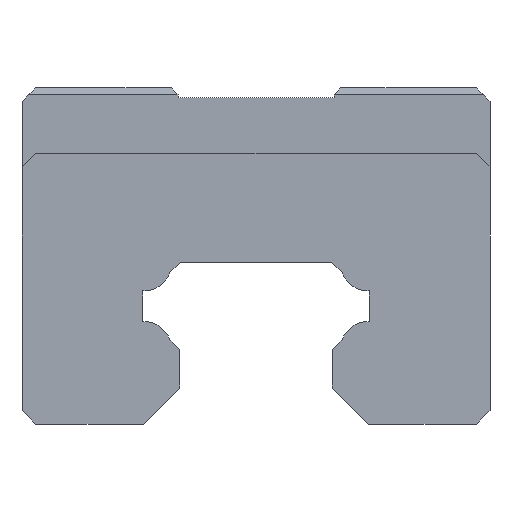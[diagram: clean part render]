
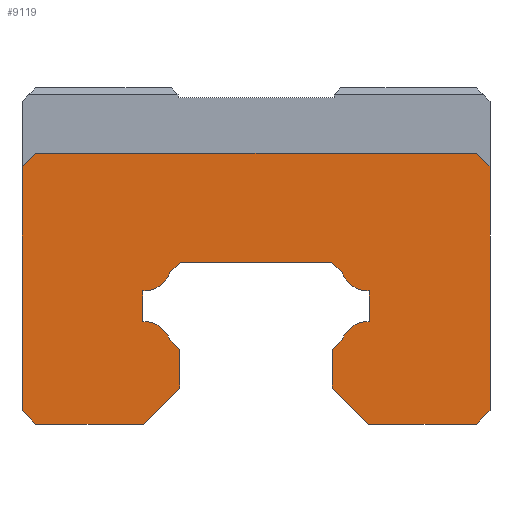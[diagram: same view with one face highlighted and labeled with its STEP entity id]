
A CAD part, front view. The second image highlights one B-rep face of the part: STEP entity #9119.
In plain terms, the highlighted planar face has unit normal (0, -1, 0).
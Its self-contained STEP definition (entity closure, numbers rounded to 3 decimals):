
#31=CIRCLE('',#9411,2.833);
#32=CIRCLE('',#9412,2.833);
#33=CIRCLE('',#9413,2.833);
#34=CIRCLE('',#9414,2.833);
#1166=FACE_OUTER_BOUND('',#1695,.T.);
#1695=EDGE_LOOP('',(#8148,#8149,#8150,#8151,#8152,#8153,#8154,#8155,#8156,
#8157,#8158,#8159,#8160,#8161,#8162,#8163,#8164,#8165,#8166,#8167,#8168,
#8169,#8170,#8171));
#2543=LINE('',#16133,#3433);
#2548=LINE('',#16149,#3438);
#2550=LINE('',#16153,#3440);
#2557=LINE('',#16167,#3447);
#2558=LINE('',#16169,#3448);
#2559=LINE('',#16171,#3449);
#2560=LINE('',#16173,#3450);
#2561=LINE('',#16177,#3451);
#2562=LINE('',#16181,#3452);
#2563=LINE('',#16183,#3453);
#2564=LINE('',#16185,#3454);
#2565=LINE('',#16189,#3455);
#2566=LINE('',#16193,#3456);
#2567=LINE('',#16195,#3457);
#2568=LINE('',#16197,#3458);
#2569=LINE('',#16199,#3459);
#2570=LINE('',#16201,#3460);
#2571=LINE('',#16203,#3461);
#2572=LINE('',#16204,#3462);
#2573=LINE('',#16205,#3463);
#3433=VECTOR('',#10711,10.);
#3438=VECTOR('',#10728,10.);
#3440=VECTOR('',#10732,10.);
#3447=VECTOR('',#10741,10.);
#3448=VECTOR('',#10742,10.);
#3449=VECTOR('',#10743,10.);
#3450=VECTOR('',#10744,10.);
#3451=VECTOR('',#10747,10.);
#3452=VECTOR('',#10750,10.);
#3453=VECTOR('',#10751,10.);
#3454=VECTOR('',#10752,10.);
#3455=VECTOR('',#10755,10.);
#3456=VECTOR('',#10758,10.);
#3457=VECTOR('',#10759,10.);
#3458=VECTOR('',#10760,10.);
#3459=VECTOR('',#10761,10.);
#3460=VECTOR('',#10762,10.);
#3461=VECTOR('',#10763,10.);
#3462=VECTOR('',#10764,10.);
#3463=VECTOR('',#10765,10.);
#4342=VERTEX_POINT('',#16129);
#4344=VERTEX_POINT('',#16132);
#4348=VERTEX_POINT('',#16146);
#4349=VERTEX_POINT('',#16148);
#4350=VERTEX_POINT('',#16152);
#4356=VERTEX_POINT('',#16166);
#4357=VERTEX_POINT('',#16168);
#4358=VERTEX_POINT('',#16170);
#4359=VERTEX_POINT('',#16172);
#4360=VERTEX_POINT('',#16174);
#4361=VERTEX_POINT('',#16176);
#4362=VERTEX_POINT('',#16178);
#4363=VERTEX_POINT('',#16180);
#4364=VERTEX_POINT('',#16182);
#4365=VERTEX_POINT('',#16184);
#4366=VERTEX_POINT('',#16186);
#4367=VERTEX_POINT('',#16188);
#4368=VERTEX_POINT('',#16190);
#4369=VERTEX_POINT('',#16192);
#4370=VERTEX_POINT('',#16194);
#4371=VERTEX_POINT('',#16196);
#4372=VERTEX_POINT('',#16198);
#4373=VERTEX_POINT('',#16200);
#4374=VERTEX_POINT('',#16202);
#5629=EDGE_CURVE('',#4344,#4342,#2543,.T.);
#5634=EDGE_CURVE('',#4348,#4349,#2548,.T.);
#5636=EDGE_CURVE('',#4350,#4349,#2550,.T.);
#5643=EDGE_CURVE('',#4348,#4356,#2557,.T.);
#5644=EDGE_CURVE('',#4356,#4357,#2558,.T.);
#5645=EDGE_CURVE('',#4357,#4358,#2559,.T.);
#5646=EDGE_CURVE('',#4358,#4359,#2560,.T.);
#5647=EDGE_CURVE('',#4359,#4360,#31,.T.);
#5648=EDGE_CURVE('',#4360,#4361,#2561,.T.);
#5649=EDGE_CURVE('',#4361,#4362,#32,.T.);
#5650=EDGE_CURVE('',#4362,#4363,#2562,.T.);
#5651=EDGE_CURVE('',#4363,#4364,#2563,.T.);
#5652=EDGE_CURVE('',#4364,#4365,#2564,.T.);
#5653=EDGE_CURVE('',#4365,#4366,#33,.T.);
#5654=EDGE_CURVE('',#4366,#4367,#2565,.T.);
#5655=EDGE_CURVE('',#4367,#4368,#34,.T.);
#5656=EDGE_CURVE('',#4368,#4369,#2566,.T.);
#5657=EDGE_CURVE('',#4369,#4370,#2567,.T.);
#5658=EDGE_CURVE('',#4370,#4371,#2568,.T.);
#5659=EDGE_CURVE('',#4371,#4372,#2569,.T.);
#5660=EDGE_CURVE('',#4373,#4372,#2570,.T.);
#5661=EDGE_CURVE('',#4373,#4374,#2571,.T.);
#5662=EDGE_CURVE('',#4344,#4374,#2572,.T.);
#5663=EDGE_CURVE('',#4350,#4342,#2573,.T.);
#8148=ORIENTED_EDGE('',*,*,#5634,.F.);
#8149=ORIENTED_EDGE('',*,*,#5643,.T.);
#8150=ORIENTED_EDGE('',*,*,#5644,.T.);
#8151=ORIENTED_EDGE('',*,*,#5645,.T.);
#8152=ORIENTED_EDGE('',*,*,#5646,.T.);
#8153=ORIENTED_EDGE('',*,*,#5647,.T.);
#8154=ORIENTED_EDGE('',*,*,#5648,.T.);
#8155=ORIENTED_EDGE('',*,*,#5649,.T.);
#8156=ORIENTED_EDGE('',*,*,#5650,.T.);
#8157=ORIENTED_EDGE('',*,*,#5651,.T.);
#8158=ORIENTED_EDGE('',*,*,#5652,.T.);
#8159=ORIENTED_EDGE('',*,*,#5653,.T.);
#8160=ORIENTED_EDGE('',*,*,#5654,.T.);
#8161=ORIENTED_EDGE('',*,*,#5655,.T.);
#8162=ORIENTED_EDGE('',*,*,#5656,.T.);
#8163=ORIENTED_EDGE('',*,*,#5657,.T.);
#8164=ORIENTED_EDGE('',*,*,#5658,.T.);
#8165=ORIENTED_EDGE('',*,*,#5659,.T.);
#8166=ORIENTED_EDGE('',*,*,#5660,.F.);
#8167=ORIENTED_EDGE('',*,*,#5661,.T.);
#8168=ORIENTED_EDGE('',*,*,#5662,.F.);
#8169=ORIENTED_EDGE('',*,*,#5629,.T.);
#8170=ORIENTED_EDGE('',*,*,#5663,.F.);
#8171=ORIENTED_EDGE('',*,*,#5636,.T.);
#8643=PLANE('',#9410);
#9119=ADVANCED_FACE('',(#1166),#8643,.T.);
#9410=AXIS2_PLACEMENT_3D('',#16165,#10739,#10740);
#9411=AXIS2_PLACEMENT_3D('',#16175,#10745,#10746);
#9412=AXIS2_PLACEMENT_3D('',#16179,#10748,#10749);
#9413=AXIS2_PLACEMENT_3D('',#16187,#10753,#10754);
#9414=AXIS2_PLACEMENT_3D('',#16191,#10756,#10757);
#10711=DIRECTION('',(-1.,0.,0.));
#10728=DIRECTION('',(-0.707,0.,0.707));
#10732=DIRECTION('',(0.,0.,-1.));
#10739=DIRECTION('center_axis',(0.,-1.,0.));
#10740=DIRECTION('ref_axis',(0.,0.,-1.));
#10741=DIRECTION('',(1.,0.,0.));
#10742=DIRECTION('',(0.707,0.,0.707));
#10743=DIRECTION('',(0.,0.,1.));
#10744=DIRECTION('',(-0.707,0.,0.707));
#10745=DIRECTION('center_axis',(0.,-1.,0.));
#10746=DIRECTION('ref_axis',(0.943,0.,0.334));
#10747=DIRECTION('',(0.,0.,1.));
#10748=DIRECTION('center_axis',(0.,-1.,0.));
#10749=DIRECTION('ref_axis',(-0.035,0.,-0.999));
#10750=DIRECTION('',(0.707,0.,0.707));
#10751=DIRECTION('',(1.,0.,0.));
#10752=DIRECTION('',(0.707,0.,-0.707));
#10753=DIRECTION('center_axis',(0.,-1.,0.));
#10754=DIRECTION('ref_axis',(-0.943,0.,-0.334));
#10755=DIRECTION('',(0.,0.,-1.));
#10756=DIRECTION('center_axis',(0.,-1.,0.));
#10757=DIRECTION('ref_axis',(0.035,0.,0.999));
#10758=DIRECTION('',(-0.707,0.,-0.707));
#10759=DIRECTION('',(0.,0.,-1.));
#10760=DIRECTION('',(0.707,0.,-0.707));
#10761=DIRECTION('',(1.,0.,0.));
#10762=DIRECTION('',(-0.707,0.,-0.707));
#10763=DIRECTION('',(0.,0.,1.));
#10764=DIRECTION('',(0.707,0.,-0.707));
#10765=DIRECTION('',(0.707,0.,0.707));
#16129=CARTESIAN_POINT('',(-22.6,-41.75,33.3));
#16132=CARTESIAN_POINT('',(22.6,-41.75,33.3));
#16133=CARTESIAN_POINT('',(24.,-41.75,33.3));
#16146=CARTESIAN_POINT('',(-22.6,-41.75,5.5));
#16148=CARTESIAN_POINT('',(-24.,-41.75,6.9));
#16149=CARTESIAN_POINT('',(-20.953,-41.75,3.853));
#16152=CARTESIAN_POINT('',(-24.,-41.75,31.9));
#16153=CARTESIAN_POINT('',(-24.,-41.75,40.));
#16165=CARTESIAN_POINT('Origin',(0.,-41.75,20.111));
#16166=CARTESIAN_POINT('',(-11.55,-41.75,5.5));
#16167=CARTESIAN_POINT('',(-24.,-41.75,5.5));
#16168=CARTESIAN_POINT('',(-7.842,-41.75,9.208));
#16169=CARTESIAN_POINT('',(-11.55,-41.75,5.5));
#16170=CARTESIAN_POINT('',(-7.842,-41.75,13.159));
#16171=CARTESIAN_POINT('',(-7.842,-41.75,9.208));
#16172=CARTESIAN_POINT('',(-8.829,-41.75,14.145));
#16173=CARTESIAN_POINT('',(-7.842,-41.75,13.159));
#16174=CARTESIAN_POINT('',(-11.6,-41.75,16.032));
#16175=CARTESIAN_POINT('Origin',(-11.5,-41.75,13.2));
#16176=CARTESIAN_POINT('',(-11.6,-41.75,19.168));
#16177=CARTESIAN_POINT('',(-11.6,-41.75,16.032));
#16178=CARTESIAN_POINT('',(-8.829,-41.75,21.055));
#16179=CARTESIAN_POINT('Origin',(-11.5,-41.75,22.));
#16180=CARTESIAN_POINT('',(-7.784,-41.75,22.1));
#16181=CARTESIAN_POINT('',(-8.829,-41.75,21.055));
#16182=CARTESIAN_POINT('',(7.784,-41.75,22.1));
#16183=CARTESIAN_POINT('',(-7.784,-41.75,22.1));
#16184=CARTESIAN_POINT('',(8.829,-41.75,21.055));
#16185=CARTESIAN_POINT('',(7.784,-41.75,22.1));
#16186=CARTESIAN_POINT('',(11.6,-41.75,19.168));
#16187=CARTESIAN_POINT('Origin',(11.5,-41.75,22.));
#16188=CARTESIAN_POINT('',(11.6,-41.75,16.032));
#16189=CARTESIAN_POINT('',(11.6,-41.75,19.168));
#16190=CARTESIAN_POINT('',(8.829,-41.75,14.145));
#16191=CARTESIAN_POINT('Origin',(11.5,-41.75,13.2));
#16192=CARTESIAN_POINT('',(7.842,-41.75,13.159));
#16193=CARTESIAN_POINT('',(8.829,-41.75,14.145));
#16194=CARTESIAN_POINT('',(7.842,-41.75,9.208));
#16195=CARTESIAN_POINT('',(7.842,-41.75,13.159));
#16196=CARTESIAN_POINT('',(11.55,-41.75,5.5));
#16197=CARTESIAN_POINT('',(7.842,-41.75,9.208));
#16198=CARTESIAN_POINT('',(22.6,-41.75,5.5));
#16199=CARTESIAN_POINT('',(11.55,-41.75,5.5));
#16200=CARTESIAN_POINT('',(24.,-41.75,6.9));
#16201=CARTESIAN_POINT('',(20.953,-41.75,3.853));
#16202=CARTESIAN_POINT('',(24.,-41.75,31.9));
#16203=CARTESIAN_POINT('',(24.,-41.75,5.5));
#16204=CARTESIAN_POINT('',(20.597,-41.75,35.303));
#16205=CARTESIAN_POINT('',(-20.597,-41.75,35.303));
